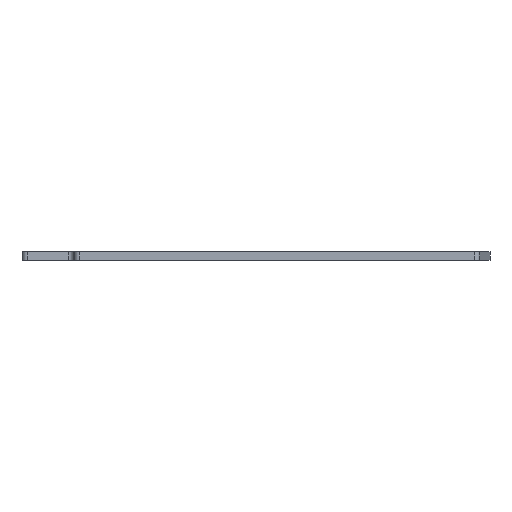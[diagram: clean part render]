
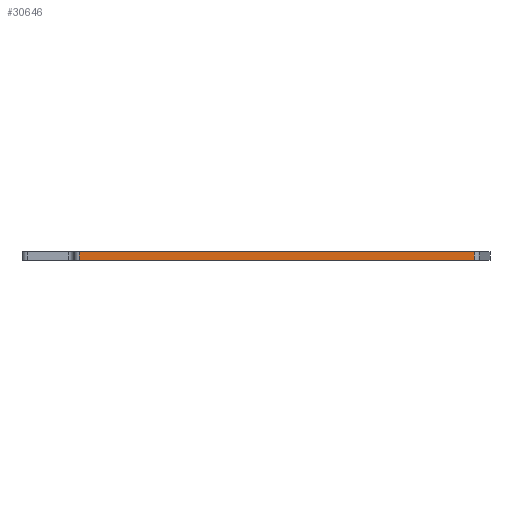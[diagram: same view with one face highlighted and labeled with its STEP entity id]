
A CAD part, left-side view. The second image highlights one B-rep face of the part: STEP entity #30646.
In plain terms, the highlighted planar face has unit normal (-1, 0, 0).
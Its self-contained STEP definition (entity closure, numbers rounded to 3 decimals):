
#83 = PLANE('',#84);
#84 = AXIS2_PLACEMENT_3D('',#85,#86,#87);
#85 = CARTESIAN_POINT('',(236.625,-132.909,1.6));
#86 = DIRECTION('',(0.,0.,1.));
#87 = DIRECTION('',(1.,0.,-0.));
#137 = PLANE('',#138);
#138 = AXIS2_PLACEMENT_3D('',#139,#140,#141);
#139 = CARTESIAN_POINT('',(236.625,-132.909,0.));
#140 = DIRECTION('',(0.,0.,1.));
#141 = DIRECTION('',(1.,0.,-0.));
#503 = VERTEX_POINT('',#504);
#504 = CARTESIAN_POINT('',(97.1,-98.05,0.));
#519 = CYLINDRICAL_SURFACE('',#520,1.);
#520 = AXIS2_PLACEMENT_3D('',#521,#522,#523);
#521 = CARTESIAN_POINT('',(98.1,-98.05,0.));
#522 = DIRECTION('',(-0.,-0.,-1.));
#523 = DIRECTION('',(1.,0.,-0.));
#531 = EDGE_CURVE('',#503,#532,#534,.T.);
#532 = VERTEX_POINT('',#533);
#533 = CARTESIAN_POINT('',(97.1,-174.05,0.));
#534 = SURFACE_CURVE('',#535,(#539,#546),.PCURVE_S1.);
#535 = LINE('',#536,#537);
#536 = CARTESIAN_POINT('',(97.1,-98.05,0.));
#537 = VECTOR('',#538,1.);
#538 = DIRECTION('',(0.,-1.,0.));
#539 = PCURVE('',#137,#540);
#540 = DEFINITIONAL_REPRESENTATION('',(#541),#545);
#541 = LINE('',#542,#543);
#542 = CARTESIAN_POINT('',(-139.525,34.859));
#543 = VECTOR('',#544,1.);
#544 = DIRECTION('',(0.,-1.));
#545 = ( GEOMETRIC_REPRESENTATION_CONTEXT(2) 
PARAMETRIC_REPRESENTATION_CONTEXT() REPRESENTATION_CONTEXT('2D SPACE',''
  ) );
#546 = PCURVE('',#547,#552);
#547 = PLANE('',#548);
#548 = AXIS2_PLACEMENT_3D('',#549,#550,#551);
#549 = CARTESIAN_POINT('',(97.1,-98.05,0.));
#550 = DIRECTION('',(1.,0.,-0.));
#551 = DIRECTION('',(0.,-1.,0.));
#552 = DEFINITIONAL_REPRESENTATION('',(#553),#557);
#553 = LINE('',#554,#555);
#554 = CARTESIAN_POINT('',(0.,0.));
#555 = VECTOR('',#556,1.);
#556 = DIRECTION('',(1.,0.));
#557 = ( GEOMETRIC_REPRESENTATION_CONTEXT(2) 
PARAMETRIC_REPRESENTATION_CONTEXT() REPRESENTATION_CONTEXT('2D SPACE',''
  ) );
#576 = CYLINDRICAL_SURFACE('',#577,1.);
#577 = AXIS2_PLACEMENT_3D('',#578,#579,#580);
#578 = CARTESIAN_POINT('',(98.1,-174.05,0.));
#579 = DIRECTION('',(-0.,-0.,-1.));
#580 = DIRECTION('',(1.,0.,-0.));
#16738 = VERTEX_POINT('',#16739);
#16739 = CARTESIAN_POINT('',(97.1,-98.05,1.6));
#16761 = EDGE_CURVE('',#16738,#16762,#16764,.T.);
#16762 = VERTEX_POINT('',#16763);
#16763 = CARTESIAN_POINT('',(97.1,-174.05,1.6));
#16764 = SURFACE_CURVE('',#16765,(#16769,#16776),.PCURVE_S1.);
#16765 = LINE('',#16766,#16767);
#16766 = CARTESIAN_POINT('',(97.1,-98.05,1.6));
#16767 = VECTOR('',#16768,1.);
#16768 = DIRECTION('',(0.,-1.,0.));
#16769 = PCURVE('',#83,#16770);
#16770 = DEFINITIONAL_REPRESENTATION('',(#16771),#16775);
#16771 = LINE('',#16772,#16773);
#16772 = CARTESIAN_POINT('',(-139.525,34.859));
#16773 = VECTOR('',#16774,1.);
#16774 = DIRECTION('',(0.,-1.));
#16775 = ( GEOMETRIC_REPRESENTATION_CONTEXT(2) 
PARAMETRIC_REPRESENTATION_CONTEXT() REPRESENTATION_CONTEXT('2D SPACE',''
  ) );
#16776 = PCURVE('',#547,#16777);
#16777 = DEFINITIONAL_REPRESENTATION('',(#16778),#16782);
#16778 = LINE('',#16779,#16780);
#16779 = CARTESIAN_POINT('',(0.,-1.6));
#16780 = VECTOR('',#16781,1.);
#16781 = DIRECTION('',(1.,0.));
#16782 = ( GEOMETRIC_REPRESENTATION_CONTEXT(2) 
PARAMETRIC_REPRESENTATION_CONTEXT() REPRESENTATION_CONTEXT('2D SPACE',''
  ) );
#30598 = EDGE_CURVE('',#503,#16738,#30599,.T.);
#30599 = SURFACE_CURVE('',#30600,(#30604,#30611),.PCURVE_S1.);
#30600 = LINE('',#30601,#30602);
#30601 = CARTESIAN_POINT('',(97.1,-98.05,0.));
#30602 = VECTOR('',#30603,1.);
#30603 = DIRECTION('',(0.,0.,1.));
#30604 = PCURVE('',#519,#30605);
#30605 = DEFINITIONAL_REPRESENTATION('',(#30606),#30610);
#30606 = LINE('',#30607,#30608);
#30607 = CARTESIAN_POINT('',(-3.142,0.));
#30608 = VECTOR('',#30609,1.);
#30609 = DIRECTION('',(-0.,-1.));
#30610 = ( GEOMETRIC_REPRESENTATION_CONTEXT(2) 
PARAMETRIC_REPRESENTATION_CONTEXT() REPRESENTATION_CONTEXT('2D SPACE',''
  ) );
#30611 = PCURVE('',#547,#30612);
#30612 = DEFINITIONAL_REPRESENTATION('',(#30613),#30617);
#30613 = LINE('',#30614,#30615);
#30614 = CARTESIAN_POINT('',(0.,0.));
#30615 = VECTOR('',#30616,1.);
#30616 = DIRECTION('',(0.,-1.));
#30617 = ( GEOMETRIC_REPRESENTATION_CONTEXT(2) 
PARAMETRIC_REPRESENTATION_CONTEXT() REPRESENTATION_CONTEXT('2D SPACE',''
  ) );
#30646 = ADVANCED_FACE('',(#30647),#547,.F.);
#30647 = FACE_BOUND('',#30648,.F.);
#30648 = EDGE_LOOP('',(#30649,#30650,#30651,#30672));
#30649 = ORIENTED_EDGE('',*,*,#30598,.T.);
#30650 = ORIENTED_EDGE('',*,*,#16761,.T.);
#30651 = ORIENTED_EDGE('',*,*,#30652,.F.);
#30652 = EDGE_CURVE('',#532,#16762,#30653,.T.);
#30653 = SURFACE_CURVE('',#30654,(#30658,#30665),.PCURVE_S1.);
#30654 = LINE('',#30655,#30656);
#30655 = CARTESIAN_POINT('',(97.1,-174.05,0.));
#30656 = VECTOR('',#30657,1.);
#30657 = DIRECTION('',(0.,0.,1.));
#30658 = PCURVE('',#547,#30659);
#30659 = DEFINITIONAL_REPRESENTATION('',(#30660),#30664);
#30660 = LINE('',#30661,#30662);
#30661 = CARTESIAN_POINT('',(76.,0.));
#30662 = VECTOR('',#30663,1.);
#30663 = DIRECTION('',(0.,-1.));
#30664 = ( GEOMETRIC_REPRESENTATION_CONTEXT(2) 
PARAMETRIC_REPRESENTATION_CONTEXT() REPRESENTATION_CONTEXT('2D SPACE',''
  ) );
#30665 = PCURVE('',#576,#30666);
#30666 = DEFINITIONAL_REPRESENTATION('',(#30667),#30671);
#30667 = LINE('',#30668,#30669);
#30668 = CARTESIAN_POINT('',(-3.142,0.));
#30669 = VECTOR('',#30670,1.);
#30670 = DIRECTION('',(-0.,-1.));
#30671 = ( GEOMETRIC_REPRESENTATION_CONTEXT(2) 
PARAMETRIC_REPRESENTATION_CONTEXT() REPRESENTATION_CONTEXT('2D SPACE',''
  ) );
#30672 = ORIENTED_EDGE('',*,*,#531,.F.);
